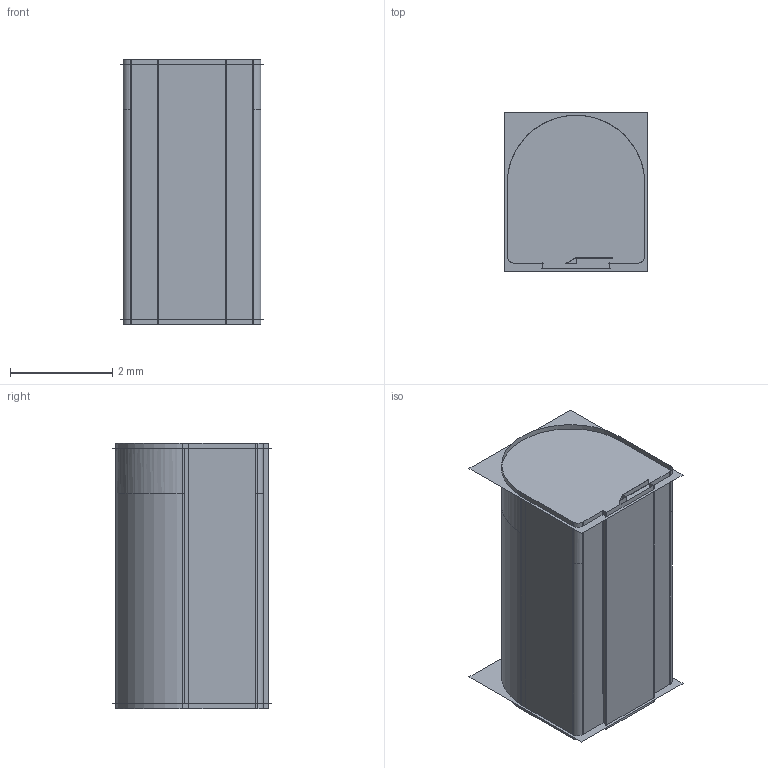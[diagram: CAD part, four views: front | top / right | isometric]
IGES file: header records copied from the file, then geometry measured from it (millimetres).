
Start section:  PTC IGES file: dc3e4879.igs
Global section: file name: dc3e4879.igs; native system: Creo Elements/Pro by Parametric Technology Corporation; preprocessor: 2010480; author: sfeeng; organization: Unknown; date: 20170719.150933; units: millimetre
Bounding box: 2.81 x 3.12 x 5.2 mm (x, y, z)
Surface area: 691.7 mm2 (no closed solid volume)
Topology: 0 solids, 0 shells, 36 faces, 609 edges, 770 vertices
Faces by surface type: bspline 30, revolution 6
